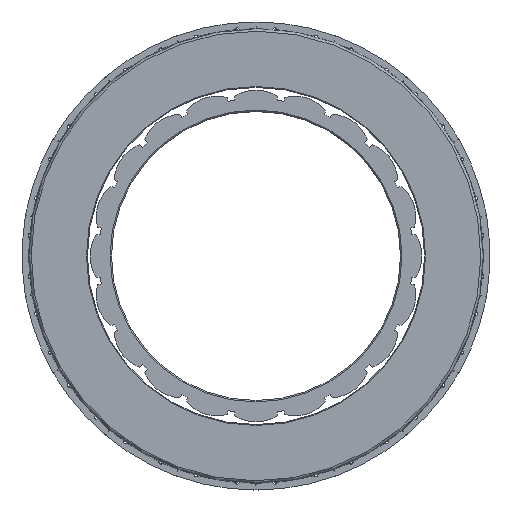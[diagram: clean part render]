
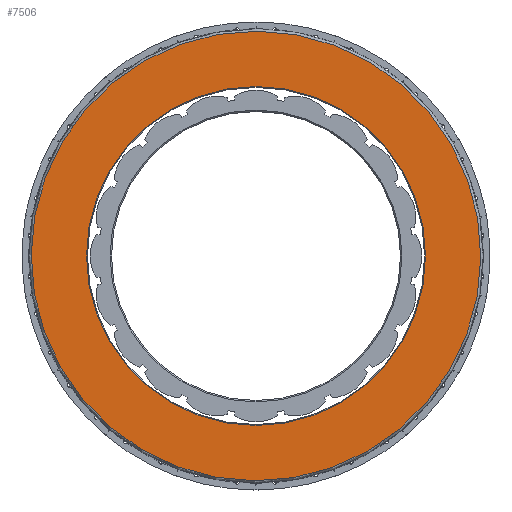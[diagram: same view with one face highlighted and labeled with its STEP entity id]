
A CAD part, front view. The second image highlights one B-rep face of the part: STEP entity #7506.
In plain terms, the highlighted planar face has unit normal (0, -1, 0).
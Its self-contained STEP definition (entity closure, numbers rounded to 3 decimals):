
#60=FACE_BOUND('',#865,.T.);
#140=PLANE('',#8354);
#443=FACE_OUTER_BOUND('',#864,.T.);
#864=EDGE_LOOP('',(#6137));
#865=EDGE_LOOP('',(#6138));
#2557=CIRCLE('',#8353,36.95);
#2558=CIRCLE('',#8355,49.);
#3298=VERTEX_POINT('',#12884);
#3299=VERTEX_POINT('',#12888);
#4307=EDGE_CURVE('',#3298,#3298,#2557,.T.);
#4308=EDGE_CURVE('',#3299,#3299,#2558,.T.);
#6137=ORIENTED_EDGE('',*,*,#4308,.T.);
#6138=ORIENTED_EDGE('',*,*,#4307,.T.);
#7506=ADVANCED_FACE('',(#443,#60),#140,.F.);
#8353=AXIS2_PLACEMENT_3D('',#12886,#10371,#10372);
#8354=AXIS2_PLACEMENT_3D('',#12887,#10373,#10374);
#8355=AXIS2_PLACEMENT_3D('',#12889,#10375,#10376);
#10371=DIRECTION('center_axis',(0.,1.,0.));
#10372=DIRECTION('ref_axis',(0.,0.,-1.));
#10373=DIRECTION('center_axis',(0.,1.,0.));
#10374=DIRECTION('ref_axis',(0.,0.,-1.));
#10375=DIRECTION('center_axis',(0.,-1.,0.));
#10376=DIRECTION('ref_axis',(0.,0.,-1.));
#12884=CARTESIAN_POINT('',(0.,-5.5,36.95));
#12886=CARTESIAN_POINT('Origin',(0.,-5.5,0.));
#12887=CARTESIAN_POINT('Origin',(0.,-5.5,0.));
#12888=CARTESIAN_POINT('',(0.303,-5.5,48.999));
#12889=CARTESIAN_POINT('Origin',(0.,-5.5,0.));
